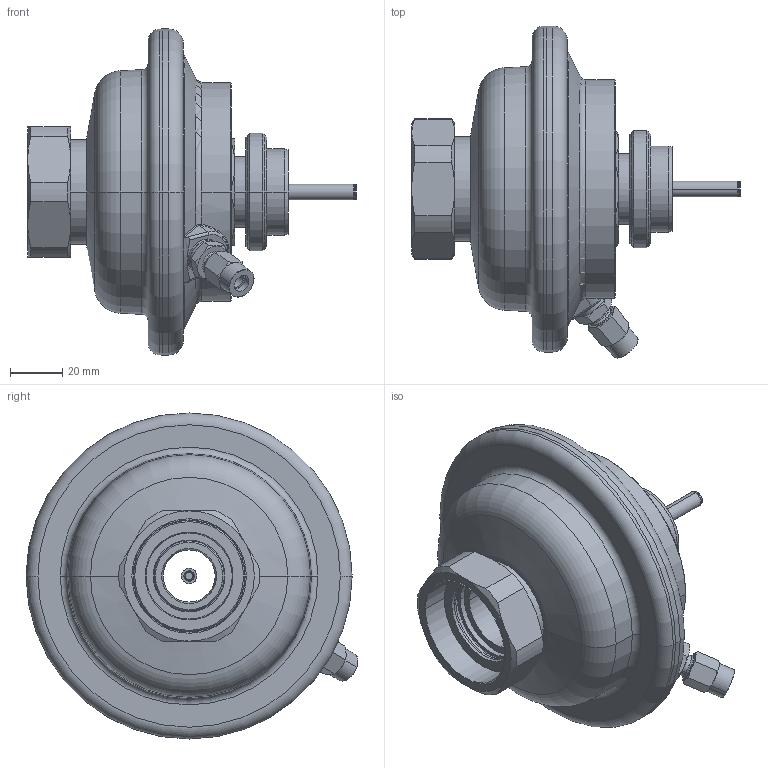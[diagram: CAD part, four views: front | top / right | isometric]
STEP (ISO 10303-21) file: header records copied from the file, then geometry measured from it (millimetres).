
FILE_DESCRIPTION((''),'2;1');
FILE_NAME('003H6796_ASM','2015-04-09T',('u317927'),('Danfoss'),'PRO/ENGINEER BY PARAMETRIC TECHNOLOGY CORPORATION, 2014000','PRO/ENGINEER BY PARAMETRIC TECHNOLOGY CORPORATION, 2014000','');
FILE_SCHEMA(('CONFIG_CONTROL_DESIGN'));
Length unit declared in the file: millimetre
Products named in the file (13): 88810790_ZAVIH_IZVRTAN; 8883807; 8890090; 8883810; 8881250_ASM; 8883867; 8881085; 8881251; 5454032; 8881071; 5211524; 5191729; 003H6796_ASM
Assembly tree (12 placements, depth 2):
  003H6796_ASM
    88810790_ZAVIH_IZVRTAN
    8883807
    8890090
    8883810
    8881250_ASM
    8883867
    8881085
    8881251
    5454032
    8881071
    5211524
    5191729
Bounding box: 126.1 x 127.3 x 125.09 mm (x, y, z)
Volume: 200457.8 mm3; surface area: 110853.9 mm2
Topology: 11 solids, 19 shells, 684 faces, 1616 edges, 990 vertices
Faces by surface type: plane 268, cone 165, cylinder 146, torus 84, bspline 18, sphere 3
Entity records: 21551 total; most frequent: CARTESIAN_POINT 5706, DIRECTION 3351, ORIENTED_EDGE 3202, EDGE_CURVE 1616, AXIS2_PLACEMENT_3D 1394, VERTEX_POINT 990, EDGE_LOOP 741, CIRCLE 691
